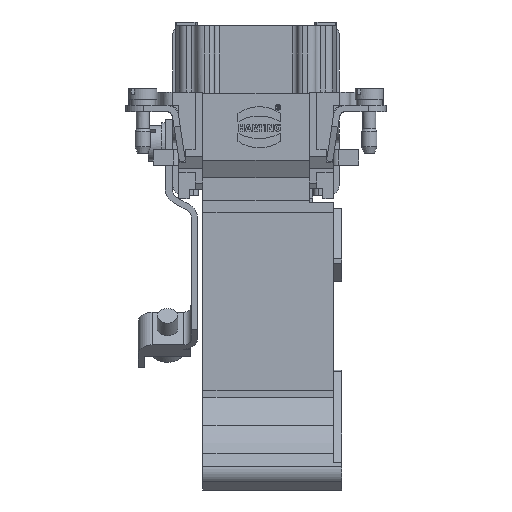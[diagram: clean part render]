
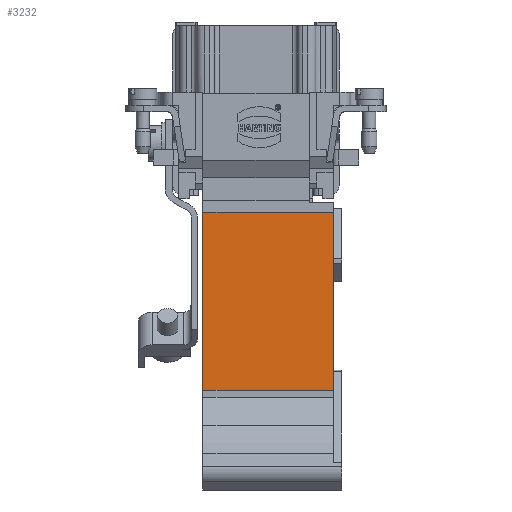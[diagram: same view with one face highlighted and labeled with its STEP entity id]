
A CAD part, front view. The second image highlights one B-rep face of the part: STEP entity #3232.
In plain terms, the highlighted planar face has unit normal (0, -1, 0).
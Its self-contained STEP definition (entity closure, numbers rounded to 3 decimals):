
#3232=ADVANCED_FACE('',(#4558),#3935,.T.);
#3935=PLANE('',#18227);
#4558=FACE_OUTER_BOUND('',#5290,.T.);
#5290=EDGE_LOOP('',(#7493,#7494,#7495,#7496));
#7493=ORIENTED_EDGE('',*,*,#12153,.F.);
#7494=ORIENTED_EDGE('',*,*,#12154,.F.);
#7495=ORIENTED_EDGE('',*,*,#12151,.F.);
#7496=ORIENTED_EDGE('',*,*,#12113,.T.);
#10520=VERTEX_POINT('',#25044);
#10521=VERTEX_POINT('',#25046);
#10548=VERTEX_POINT('',#25125);
#10549=VERTEX_POINT('',#25129);
#12113=EDGE_CURVE('',#10521,#10520,#14757,.T.);
#12151=EDGE_CURVE('',#10521,#10548,#14788,.T.);
#12153=EDGE_CURVE('',#10549,#10520,#14790,.T.);
#12154=EDGE_CURVE('',#10548,#10549,#14791,.T.);
#14757=LINE('',#25045,#16370);
#14788=LINE('',#25124,#16401);
#14790=LINE('',#25128,#16403);
#14791=LINE('',#25130,#16404);
#16370=VECTOR('',#20620,1.);
#16401=VECTOR('',#20685,1.);
#16403=VECTOR('',#20689,1.);
#16404=VECTOR('',#20690,1.);
#18227=AXIS2_PLACEMENT_3D('',#25131,#20691,#20692);
#20620=DIRECTION('',(0.,0.,1.));
#20685=DIRECTION('',(-1.,0.,0.));
#20689=DIRECTION('',(1.,0.,0.));
#20690=DIRECTION('',(0.,0.,1.));
#20691=DIRECTION('',(0.,-1.,0.));
#20692=DIRECTION('',(0.,0.,-1.));
#25044=CARTESIAN_POINT('',(15.,-16.9,-19.598));
#25045=CARTESIAN_POINT('',(15.,-16.9,-16.363));
#25046=CARTESIAN_POINT('',(15.,-16.9,-54.169));
#25124=CARTESIAN_POINT('',(-3.4,-16.9,-54.169));
#25125=CARTESIAN_POINT('',(-10.3,-16.9,-54.169));
#25128=CARTESIAN_POINT('',(-3.4,-16.9,-19.598));
#25129=CARTESIAN_POINT('',(-10.3,-16.9,-19.598));
#25130=CARTESIAN_POINT('',(-10.3,-16.9,-75.193));
#25131=CARTESIAN_POINT('',(-3.4,-16.9,-20.169));
